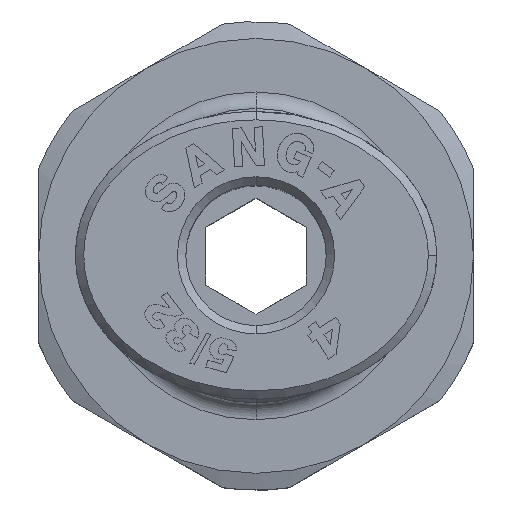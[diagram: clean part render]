
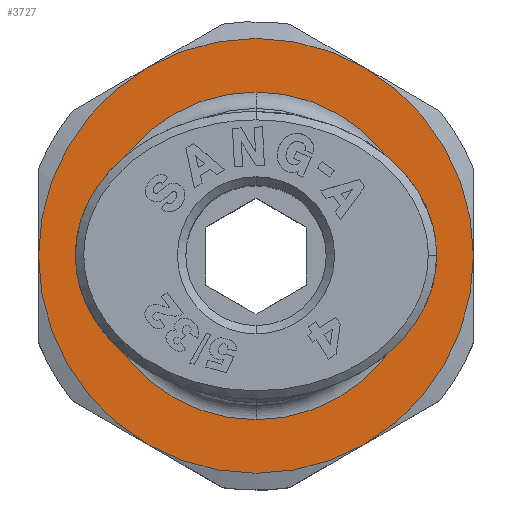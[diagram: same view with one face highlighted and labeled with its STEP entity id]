
A CAD part, top view. The second image highlights one B-rep face of the part: STEP entity #3727.
In plain terms, the highlighted planar face has unit normal (0, 0, 1).
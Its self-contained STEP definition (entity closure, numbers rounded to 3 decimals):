
#51=FACE_BOUND('',#927,.F.);
#83=PLANE('',#8385);
#500=FACE_OUTER_BOUND('',#928,.F.);
#927=EDGE_LOOP('',(#1507,#1508));
#928=EDGE_LOOP('',(#1509,#1510,#1511,#1512,#1513,#1514));
#1507=ORIENTED_EDGE('',*,*,#6320,.T.);
#1508=ORIENTED_EDGE('',*,*,#6319,.T.);
#1509=ORIENTED_EDGE('',*,*,#6316,.F.);
#1510=ORIENTED_EDGE('',*,*,#7397,.F.);
#1511=ORIENTED_EDGE('',*,*,#7398,.F.);
#1512=ORIENTED_EDGE('',*,*,#6312,.F.);
#1513=ORIENTED_EDGE('',*,*,#7399,.F.);
#1514=ORIENTED_EDGE('',*,*,#7400,.F.);
#3727=ADVANCED_FACE('',(#51,#500),#83,.T.);
#6234=CIRCLE('',#8294,6.5);
#6235=CIRCLE('',#8295,6.5);
#6238=CIRCLE('',#8298,4.9);
#6239=CIRCLE('',#8299,4.9);
#6275=CIRCLE('',#8335,6.5);
#6276=CIRCLE('',#8336,6.5);
#6277=CIRCLE('',#8337,6.5);
#6278=CIRCLE('',#8338,6.5);
#6312=EDGE_CURVE('',#8224,#8223,#6234,.T.);
#6316=EDGE_CURVE('',#8221,#8222,#6235,.T.);
#6319=EDGE_CURVE('',#8218,#8217,#6238,.T.);
#6320=EDGE_CURVE('',#8217,#8218,#6239,.T.);
#7397=EDGE_CURVE('',#7487,#8221,#6275,.T.);
#7398=EDGE_CURVE('',#8223,#7487,#6276,.T.);
#7399=EDGE_CURVE('',#7486,#8224,#6277,.T.);
#7400=EDGE_CURVE('',#8222,#7486,#6278,.T.);
#7486=VERTEX_POINT('',#10691);
#7487=VERTEX_POINT('',#10692);
#8217=VERTEX_POINT('',#11422);
#8218=VERTEX_POINT('',#11423);
#8221=VERTEX_POINT('',#11426);
#8222=VERTEX_POINT('',#11427);
#8223=VERTEX_POINT('',#11428);
#8224=VERTEX_POINT('',#11429);
#8294=AXIS2_PLACEMENT_3D('',#11479,#8788,#8789);
#8295=AXIS2_PLACEMENT_3D('',#11495,#8790,#8791);
#8298=AXIS2_PLACEMENT_3D('',#11498,#8796,#8797);
#8299=AXIS2_PLACEMENT_3D('',#11499,#8798,#8799);
#8335=AXIS2_PLACEMENT_3D('',#13275,#9806,#9807);
#8336=AXIS2_PLACEMENT_3D('',#13276,#9808,#9809);
#8337=AXIS2_PLACEMENT_3D('',#13277,#9810,#9811);
#8338=AXIS2_PLACEMENT_3D('',#13278,#9812,#9813);
#8385=AXIS2_PLACEMENT_3D('',#13738,#9953,#9954);
#8788=DIRECTION('',(0.,0.,1.));
#8789=DIRECTION('',(0.5,0.866,0.));
#8790=DIRECTION('',(0.,0.,1.));
#8791=DIRECTION('',(-0.5,-0.866,0.));
#8796=DIRECTION('',(0.,0.,1.));
#8797=DIRECTION('',(0.,-1.,0.));
#8798=DIRECTION('',(0.,0.,1.));
#8799=DIRECTION('',(0.,1.,0.));
#9806=DIRECTION('',(0.,0.,1.));
#9807=DIRECTION('',(-1.,0.,0.));
#9808=DIRECTION('',(0.,0.,1.));
#9809=DIRECTION('',(-0.5,0.866,0.));
#9810=DIRECTION('',(0.,0.,1.));
#9811=DIRECTION('',(1.,0.,0.));
#9812=DIRECTION('',(0.,0.,1.));
#9813=DIRECTION('',(0.5,-0.866,0.));
#9953=DIRECTION('',(0.,0.,1.));
#9954=DIRECTION('',(0.,1.,0.));
#10691=CARTESIAN_POINT('',(29.495,0.,6.504));
#10692=CARTESIAN_POINT('',(16.495,0.,6.504));
#11422=CARTESIAN_POINT('',(22.995,4.9,6.504));
#11423=CARTESIAN_POINT('',(22.995,-4.9,6.504));
#11426=CARTESIAN_POINT('',(19.745,-5.629,6.504));
#11427=CARTESIAN_POINT('',(26.245,-5.629,6.504));
#11428=CARTESIAN_POINT('',(19.745,5.629,6.504));
#11429=CARTESIAN_POINT('',(26.245,5.629,6.504));
#11479=CARTESIAN_POINT('',(22.995,0.,6.504));
#11495=CARTESIAN_POINT('',(22.995,0.,6.504));
#11498=CARTESIAN_POINT('',(22.995,0.,6.504));
#11499=CARTESIAN_POINT('',(22.995,0.,6.504));
#13275=CARTESIAN_POINT('',(22.995,0.,6.504));
#13276=CARTESIAN_POINT('',(22.995,0.,6.504));
#13277=CARTESIAN_POINT('',(22.995,0.,6.504));
#13278=CARTESIAN_POINT('',(22.995,0.,6.504));
#13738=CARTESIAN_POINT('',(30.145,-7.114,6.504));
